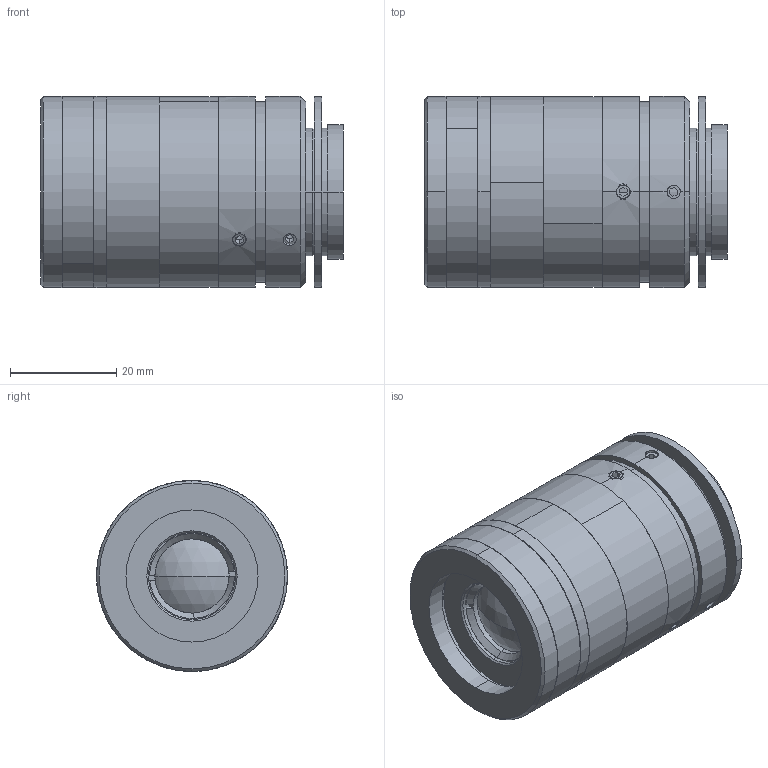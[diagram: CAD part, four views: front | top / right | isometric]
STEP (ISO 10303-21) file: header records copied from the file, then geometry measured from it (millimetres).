
FILE_DESCRIPTION (( 'STEP AP203' ), '1' );
FILE_NAME ('XF-MH045X86B-1.1C.STEP', '2024-08-07T06:03:19', ( '' ), ( '' ), 'SwSTEP 2.0', 'SolidWorks 2022', '' );
FILE_SCHEMA (( 'CONFIG_CONTROL_DESIGN' ));
Length unit declared in the file: millimetre
Products named in the file (1): XF-MH045X86B-1.1C
Bounding box: 56.99 x 36 x 36 mm (x, y, z)
Surface area: 12346.8 mm2 (no closed solid volume)
Topology: 0 solids, 20 shells, 154 faces, 440 edges, 290 vertices
Faces by surface type: plane 78, cylinder 44, cone 28, sphere 4
Entity records: 5331 total; most frequent: CARTESIAN_POINT 1243, DIRECTION 902, ORIENTED_EDGE 697, EDGE_CURVE 432, AXIS2_PLACEMENT_3D 341, VERTEX_POINT 290, LINE 220, VECTOR 220
